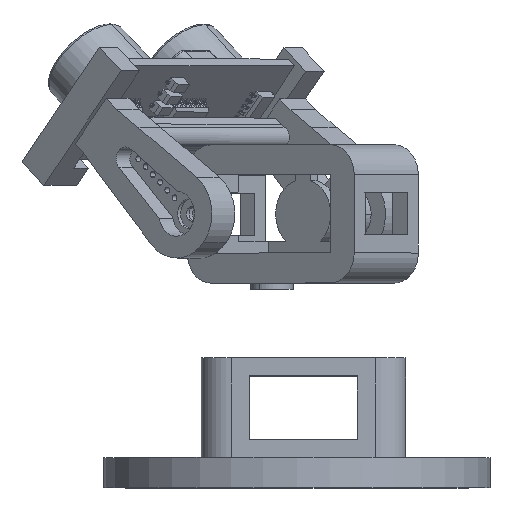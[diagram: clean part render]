
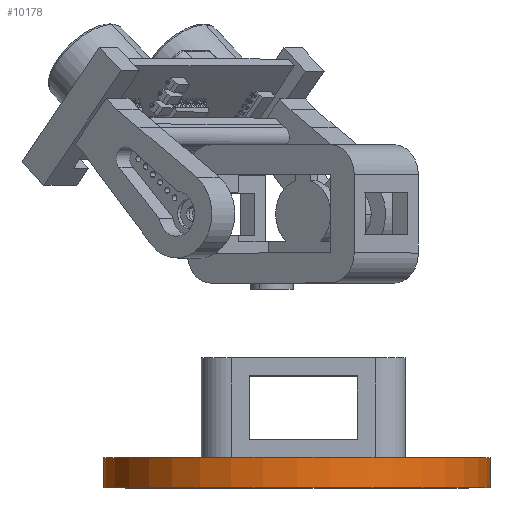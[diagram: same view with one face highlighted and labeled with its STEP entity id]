
A CAD part, top view. The second image highlights one B-rep face of the part: STEP entity #10178.
In plain terms, the highlighted cylindrical face has radius 32.147 mm (diameter 64.293 mm), a partial arc.
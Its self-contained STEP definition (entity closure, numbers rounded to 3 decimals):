
#293 = ORIENTED_EDGE ( 'NONE', *, *, #7969, .T. ) ;
#458 = VECTOR ( 'NONE', #15399, 1000. ) ;
#902 = DIRECTION ( 'NONE',  ( 1., 0., 0. ) ) ;
#1108 = DIRECTION ( 'NONE',  ( -1., 0., 0. ) ) ;
#1369 = CARTESIAN_POINT ( 'NONE',  ( -32.147, 0., 17. ) ) ;
#1908 = CIRCLE ( 'NONE', #4921, 32.147 ) ;
#2213 = CIRCLE ( 'NONE', #6364, 32.147 ) ;
#2416 = EDGE_CURVE ( 'NONE', #2580, #12265, #2213, .T. ) ;
#2580 = VERTEX_POINT ( 'NONE', #13840 ) ;
#4912 = CARTESIAN_POINT ( 'NONE',  ( 32.147, 0., 12. ) ) ;
#4921 = AXIS2_PLACEMENT_3D ( 'NONE', #6593, #10969, #6530 ) ;
#4950 = CARTESIAN_POINT ( 'NONE',  ( -32.147, 0., 17. ) ) ;
#6316 = CARTESIAN_POINT ( 'NONE',  ( 32.147, 0., 17. ) ) ;
#6364 = AXIS2_PLACEMENT_3D ( 'NONE', #17799, #13525, #902 ) ;
#6381 = VECTOR ( 'NONE', #14694, 1000. ) ;
#6530 = DIRECTION ( 'NONE',  ( 1., 0., 0. ) ) ;
#6593 = CARTESIAN_POINT ( 'NONE',  ( 0., 0., 12. ) ) ;
#6738 = EDGE_LOOP ( 'NONE', ( #8351, #9209, #293, #14779 ) ) ;
#7969 = EDGE_CURVE ( 'NONE', #13527, #8005, #1908, .T. ) ;
#8005 = VERTEX_POINT ( 'NONE', #17647 ) ;
#8351 = ORIENTED_EDGE ( 'NONE', *, *, #2416, .F. ) ;
#9209 = ORIENTED_EDGE ( 'NONE', *, *, #13663, .T. ) ;
#9228 = LINE ( 'NONE', #1369, #458 ) ;
#9546 = DIRECTION ( 'NONE',  ( 0., 0., -1. ) ) ;
#10178 = ADVANCED_FACE ( 'NONE', ( #11016 ), #16668, .T. ) ;
#10448 = AXIS2_PLACEMENT_3D ( 'NONE', #17637, #9546, #1108 ) ;
#10969 = DIRECTION ( 'NONE',  ( 0., 0., 1. ) ) ;
#11016 = FACE_OUTER_BOUND ( 'NONE', #6738, .T. ) ;
#12265 = VERTEX_POINT ( 'NONE', #4950 ) ;
#13525 = DIRECTION ( 'NONE',  ( 0., 0., 1. ) ) ;
#13527 = VERTEX_POINT ( 'NONE', #4912 ) ;
#13663 = EDGE_CURVE ( 'NONE', #2580, #13527, #17471, .T. ) ;
#13840 = CARTESIAN_POINT ( 'NONE',  ( 32.147, 0., 17. ) ) ;
#13907 = EDGE_CURVE ( 'NONE', #12265, #8005, #9228, .T. ) ;
#14694 = DIRECTION ( 'NONE',  ( 0., 0., -1. ) ) ;
#14779 = ORIENTED_EDGE ( 'NONE', *, *, #13907, .F. ) ;
#15399 = DIRECTION ( 'NONE',  ( 0., 0., -1. ) ) ;
#16668 = CYLINDRICAL_SURFACE ( 'NONE', #10448, 32.147 ) ;
#17471 = LINE ( 'NONE', #6316, #6381 ) ;
#17637 = CARTESIAN_POINT ( 'NONE',  ( 0., 0., 17. ) ) ;
#17647 = CARTESIAN_POINT ( 'NONE',  ( -32.147, 0., 12. ) ) ;
#17799 = CARTESIAN_POINT ( 'NONE',  ( 0., 0., 17. ) ) ;
